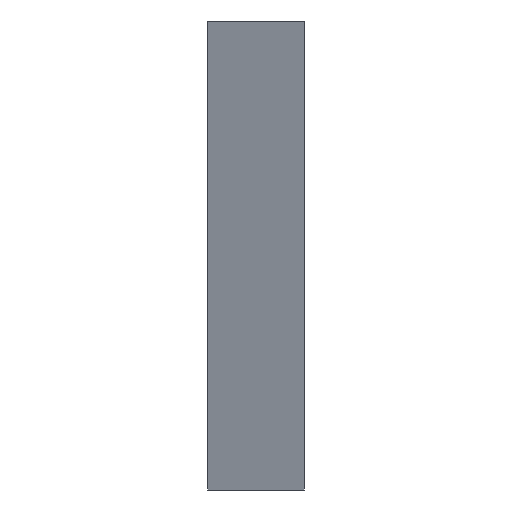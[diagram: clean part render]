
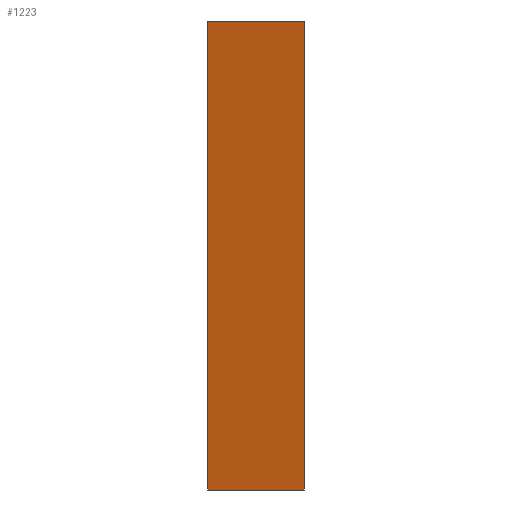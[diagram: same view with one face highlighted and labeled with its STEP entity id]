
A CAD part, left-side view. The second image highlights one B-rep face of the part: STEP entity #1223.
In plain terms, the highlighted planar face has unit normal (-0.965, 0, -0.261).
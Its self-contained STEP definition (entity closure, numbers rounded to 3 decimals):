
#37=PLANE('',#1378);
#142=FACE_OUTER_BOUND('',#218,.T.);
#218=EDGE_LOOP('',(#1083,#1084,#1085,#1086));
#279=LINE('',#2301,#368);
#305=LINE('',#2449,#394);
#309=LINE('',#2460,#398);
#311=LINE('',#2463,#400);
#368=VECTOR('',#1657,10.);
#394=VECTOR('',#1715,10.);
#398=VECTOR('',#1727,10.);
#400=VECTOR('',#1731,10.);
#554=VERTEX_POINT('',#2290);
#559=VERTEX_POINT('',#2299);
#589=VERTEX_POINT('',#2447);
#592=VERTEX_POINT('',#2459);
#719=EDGE_CURVE('',#554,#559,#279,.T.);
#758=EDGE_CURVE('',#589,#559,#305,.T.);
#764=EDGE_CURVE('',#592,#554,#309,.T.);
#766=EDGE_CURVE('',#592,#589,#311,.T.);
#1083=ORIENTED_EDGE('',*,*,#764,.T.);
#1084=ORIENTED_EDGE('',*,*,#719,.T.);
#1085=ORIENTED_EDGE('',*,*,#758,.F.);
#1086=ORIENTED_EDGE('',*,*,#766,.F.);
#1223=ADVANCED_FACE('',(#142),#37,.T.);
#1378=AXIS2_PLACEMENT_3D('',#2462,#1729,#1730);
#1657=DIRECTION('',(0.,1.,0.));
#1715=DIRECTION('',(-0.261,0.,0.965));
#1727=DIRECTION('',(-0.261,0.,0.965));
#1729=DIRECTION('center_axis',(-0.965,0.,-0.261));
#1730=DIRECTION('ref_axis',(-0.261,0.,0.965));
#1731=DIRECTION('',(0.,1.,0.));
#2290=CARTESIAN_POINT('',(747.82,196.249,562.5));
#2299=CARTESIAN_POINT('',(747.82,224.,562.5));
#2301=CARTESIAN_POINT('',(747.82,157.,562.5));
#2447=CARTESIAN_POINT('',(784.,224.,428.5));
#2449=CARTESIAN_POINT('',(757.,224.,528.5));
#2459=CARTESIAN_POINT('',(784.,196.249,428.5));
#2460=CARTESIAN_POINT('',(768.092,196.249,487.418));
#2462=CARTESIAN_POINT('Origin',(757.,157.,528.5));
#2463=CARTESIAN_POINT('',(784.,127.,428.5));
